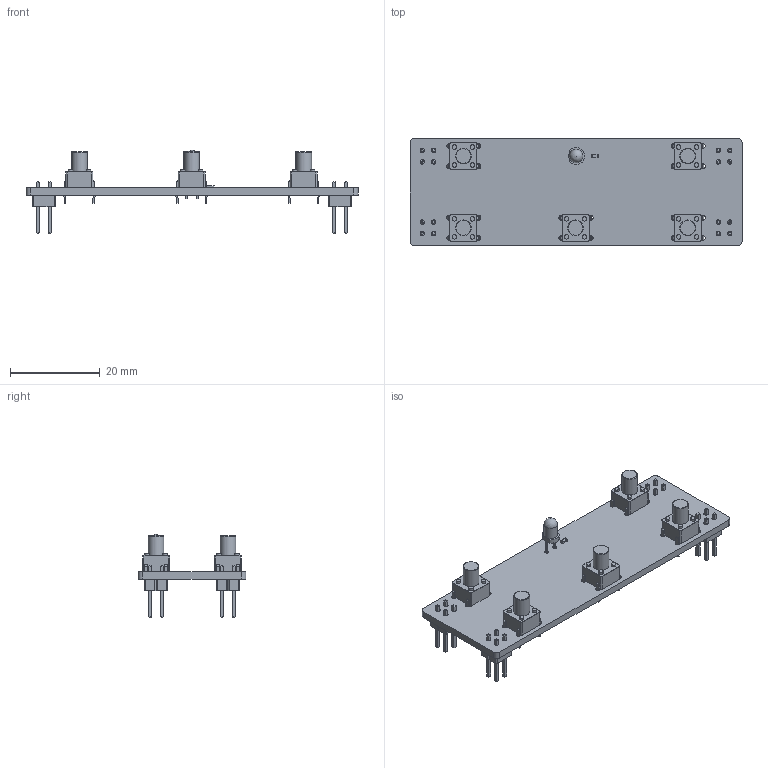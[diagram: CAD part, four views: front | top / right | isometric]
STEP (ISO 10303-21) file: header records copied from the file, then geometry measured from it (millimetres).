
FILE_DESCRIPTION(('KiCad electronic assembly'),'2;1');
FILE_NAME('main_pcb_ui.step','2021-10-28T19:42:49',('An Author'),( 'A Company'),'Open CASCADE STEP processor 7.5', 'KiCad to STEP converter','Unknown');
FILE_SCHEMA(('AUTOMOTIVE_DESIGN { 1 0 10303 214 1 1 1 1 }'));
Length unit declared in the file: millimetre
Products named in the file (10): Open CASCADE STEP translator 7.5 1; SW_PUSH_6mm_H8mm; SOLID; LED_D3.0mm; R_0603_1608Metric; PinHeader_2x02_P2.54mm_Vertical; COMPOUND
Assembly tree (16 placements, depth 3):
  Open CASCADE STEP translator 7.5 1
    SW_PUSH_6mm_H8mm  x5
      SOLID
    LED_D3.0mm
      SOLID
    R_0603_1608Metric
      SOLID
    PinHeader_2x02_P2.54mm_Vertical  x4
      SOLID
    COMPOUND
Bounding box: 74 x 24 x 18.54 mm (x, y, z)
Volume: 4032 mm3; surface area: 6072.2 mm2
Topology: 12 solids, 12 shells, 967 faces, 2437 edges, 1551 vertices
Faces by surface type: plane 704, cylinder 257, torus 5, sphere 1
Full cylindrical faces by diameter (mm): 0.9 x2, 1 x36, 1.1 x20, 3.5 x5
Entity records: 20124 total; most frequent: CARTESIAN_POINT 3253, DIRECTION 2909, LINE 1801, VECTOR 1801, ORIENTED_EDGE 1446, PCURVE 1446, DEFINITIONAL_REPRESENTATION 1446, EDGE_CURVE 723
